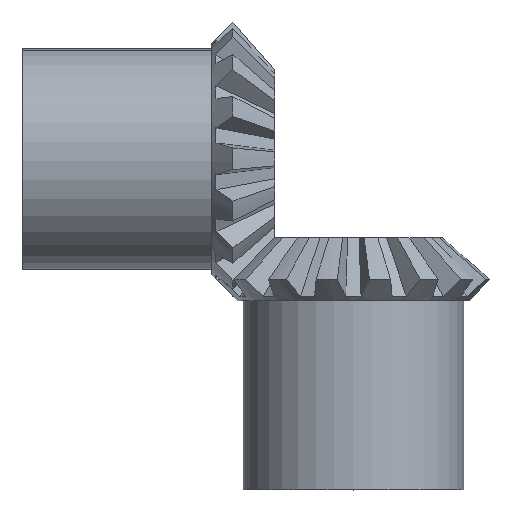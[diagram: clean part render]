
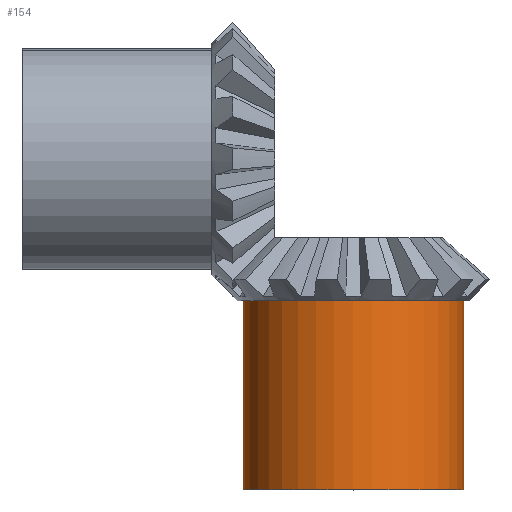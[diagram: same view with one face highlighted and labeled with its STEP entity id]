
A CAD part, top view. The second image highlights one B-rep face of the part: STEP entity #154.
In plain terms, the highlighted cylindrical face has radius 3.5 mm (diameter 7 mm), a partial arc.
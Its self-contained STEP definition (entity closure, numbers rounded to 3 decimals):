
#154=ADVANCED_FACE('',(#425),#426,.T.);
#425=FACE_OUTER_BOUND('',#787,.T.);
#426=CYLINDRICAL_SURFACE('',#788,3.5);
#787=EDGE_LOOP('',(#1753,#1754,#1755,#1756,#1757));
#788=AXIS2_PLACEMENT_3D('',#1758,#1759,#1760);
#1753=ORIENTED_EDGE('',*,*,#2797,.F.);
#1754=ORIENTED_EDGE('',*,*,#2798,.T.);
#1755=ORIENTED_EDGE('',*,*,#2799,.F.);
#1756=ORIENTED_EDGE('',*,*,#2800,.T.);
#1757=ORIENTED_EDGE('',*,*,#2801,.T.);
#1758=CARTESIAN_POINT('',(0.,-7.587,0.0));
#1759=DIRECTION('',(0.,1.0,0.0));
#1760=DIRECTION('',(-1.0,0.,0.0));
#2797=EDGE_CURVE('',#3488,#3489,#3490,.T.);
#2798=EDGE_CURVE('',#3488,#3491,#3492,.T.);
#2799=EDGE_CURVE('',#3493,#3491,#3494,.T.);
#2800=EDGE_CURVE('',#3493,#3495,#3496,.T.);
#2801=EDGE_CURVE('',#3495,#3489,#3497,.T.);
#3488=VERTEX_POINT('',#4952);
#3489=VERTEX_POINT('',#4953);
#3490=LINE('',#4954,#4955);
#3491=VERTEX_POINT('',#4956);
#3492=CIRCLE('',#4957,3.5);
#3493=VERTEX_POINT('',#4958);
#3494=LINE('',#4959,#4960);
#3495=VERTEX_POINT('',#4961);
#3496=CIRCLE('',#4962,3.5);
#3497=CIRCLE('',#4963,3.5);
#4952=CARTESIAN_POINT('',(-3.5,-10.5,0.0));
#4953=CARTESIAN_POINT('',(-3.5,-4.5,0.));
#4954=CARTESIAN_POINT('',(-3.5,-7.587,0.));
#4955=VECTOR('',#6311,1.0);
#4956=CARTESIAN_POINT('',(3.5,-10.5,0.));
#4957=AXIS2_PLACEMENT_3D('',#6312,#6313,#6314);
#4958=CARTESIAN_POINT('',(3.5,-4.5,0.));
#4959=CARTESIAN_POINT('',(3.5,-7.587,0.));
#4960=VECTOR('',#6315,1.0);
#4961=CARTESIAN_POINT('',(0.,-4.5,3.5));
#4962=AXIS2_PLACEMENT_3D('',#6316,#6317,#6318);
#4963=AXIS2_PLACEMENT_3D('',#6319,#6320,#6321);
#6311=DIRECTION('',(0.,1.0,0.0));
#6312=CARTESIAN_POINT('',(0.,-10.5,0.0));
#6313=DIRECTION('',(0.,1.0,0.0));
#6314=DIRECTION('',(-1.0,0.,0.0));
#6315=DIRECTION('',(0.,-1.0,-0.0));
#6316=CARTESIAN_POINT('',(0.,-4.5,0.0));
#6317=DIRECTION('',(0.,-1.0,-0.0));
#6318=DIRECTION('',(0.0,0.0,-1.0));
#6319=CARTESIAN_POINT('',(0.,-4.5,0.0));
#6320=DIRECTION('',(0.,-1.0,-0.0));
#6321=DIRECTION('',(0.0,0.0,-1.0));
